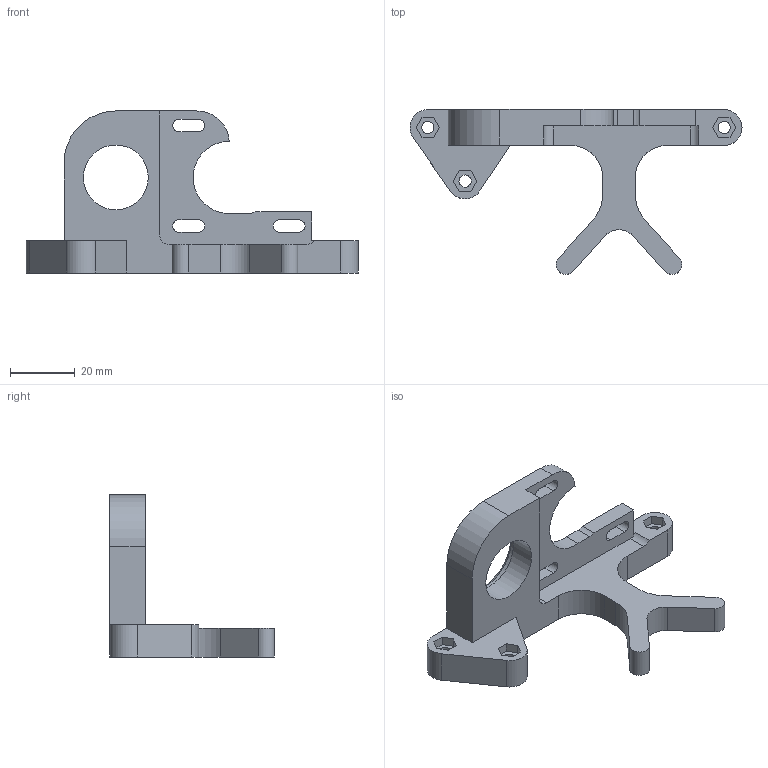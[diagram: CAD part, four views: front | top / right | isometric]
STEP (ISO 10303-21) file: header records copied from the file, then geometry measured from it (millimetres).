
FILE_DESCRIPTION(/* description */ ('Cycl_marcoFrontalY'),/* implementation_level */ '2;1');
FILE_NAME(/* name */ 'G004160_Cycl_marcoFrontalY.stp',/* time_stamp */ '2015-09-04T18:32:31+02:00',/* author */ ('jnazabal'),/* organization */ (''),/* preprocessor_version */ 'ST-DEVELOPER v15.6',/* originating_system */ 'Autodesk Inventor 2015',/* authorisation */ '');
FILE_SCHEMA (('AUTOMOTIVE_DESIGN { 1 0 10303 214 3 1 1 }'));
Length unit declared in the file: millimetre
Products named in the file (1): G004160_Cycl_marcoFrontalY
Bounding box: 102.45 x 50.83 x 50 mm (x, y, z)
Volume: 30292.4 mm3; surface area: 12677.2 mm2
Topology: 1 solids, 1 shells, 78 faces, 215 edges, 143 vertices
Faces by surface type: plane 50, cylinder 27, cone 1
Full cylindrical faces by diameter (mm): 3.76 x3, 20 x1, 22.6 x1
Entity records: 2508 total; most frequent: CARTESIAN_POINT 431, DIRECTION 422, ORIENTED_EDGE 418, EDGE_CURVE 209, LINE 154, VECTOR 154, VERTEX_POINT 143, AXIS2_PLACEMENT_3D 134
